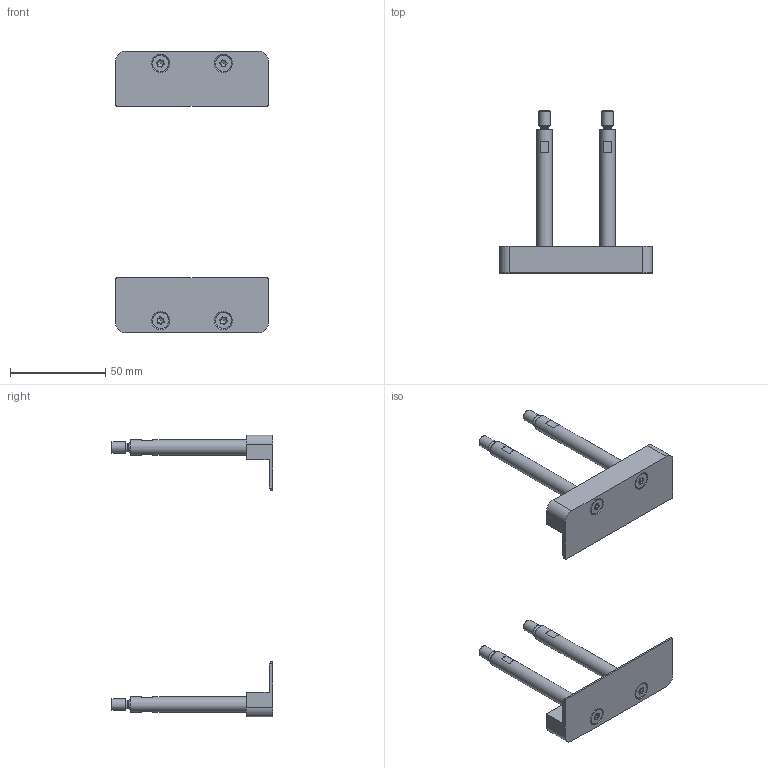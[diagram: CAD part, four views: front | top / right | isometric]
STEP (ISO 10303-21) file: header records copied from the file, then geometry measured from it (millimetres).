
FILE_DESCRIPTION (( 'STEP AP214' ), '1' );
FILE_NAME ('0186-2314_241011_GM01-23-GRKIT-01.STEP', '2024-10-11T11:47:10', ( '' ), ( '' ), 'SwSTEP 2.0', 'SolidWorks 2024', '' );
FILE_SCHEMA (( 'AUTOMOTIVE_DESIGN' ));
Length unit declared in the file: millimetre
Products named in the file (6): 0180-3254_GM01k-23-GB-SCF; Links^0186-2314_GM01-23-GRKIT-01; 0186-2314_241011_GM01-23-GRKIT-01; Rechts^0186-2314_GM01-23-GRKIT-01; 0230-0711_Senk.-Schr_I-6rd_M4x25_INOX; 0180-2097_GM01k-23-GF-65x8
Assembly tree (12 placements, depth 3):
  0186-2314_241011_GM01-23-GRKIT-01
    Links^0186-2314_GM01-23-GRKIT-01
      0180-2097_GM01k-23-GF-65x8  x2
      0180-3254_GM01k-23-GB-SCF
      0230-0711_Senk.-Schr_I-6rd_M4x25_INOX  x2
    Rechts^0186-2314_GM01-23-GRKIT-01
      0180-2097_GM01k-23-GF-65x8  x2
      0180-3254_GM01k-23-GB-SCF
      0230-0711_Senk.-Schr_I-6rd_M4x25_INOX  x2
Bounding box: 80 x 85 x 148 mm (x, y, z)
Volume: 47070.5 mm3; surface area: 25629.2 mm2
Topology: 10 solids, 10 shells, 566 faces, 1178 edges, 648 vertices
Faces by surface type: cone 280, cylinder 212, plane 66, torus 8
Full cylindrical faces by diameter (mm): 3.3 x4, 4 x128, 4.3 x4, 4.4 x4, 6 x4, 8 x4, 8.1 x4, 8.4 x4
Entity records: 3730 total; most frequent: DIRECTION 671, CARTESIAN_POINT 661, ORIENTED_EDGE 404, AXIS2_PLACEMENT_3D 313, EDGE_LOOP 277, EDGE_CURVE 202, FACE_OUTER_BOUND 196, VERTEX_POINT 175
